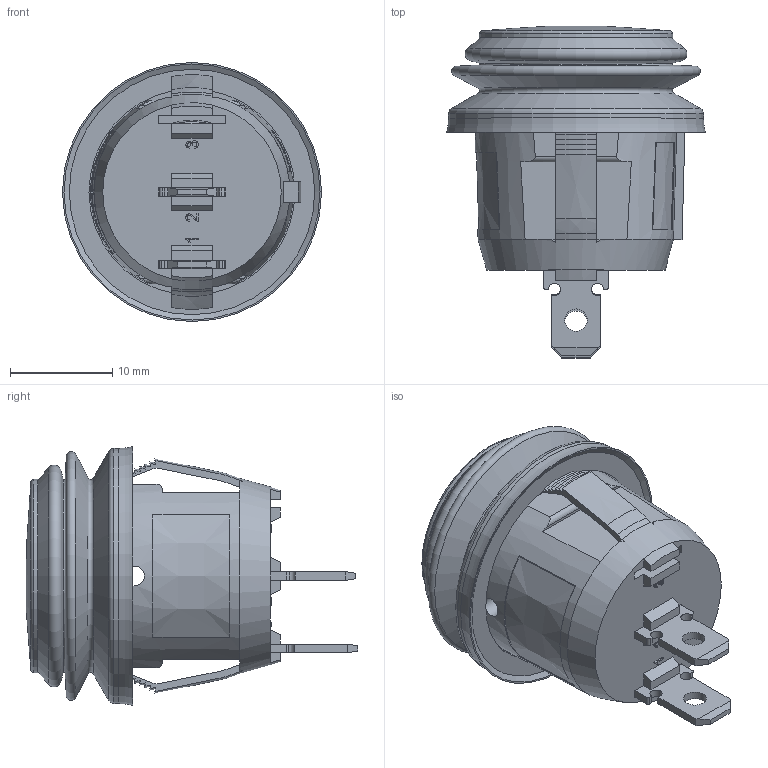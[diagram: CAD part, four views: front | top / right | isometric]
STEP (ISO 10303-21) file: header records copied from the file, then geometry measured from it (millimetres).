
FILE_DESCRIPTION((''),'2;1');
FILE_NAME('GRB112A802_mm_11-07-13.stp','2013-11-07T08:41:24',('dwiltbank'),(''),'Autodesk Inventor 2011','Autodesk Inventor 2011','');
FILE_SCHEMA(('CONFIG_CONTROL_DESIGN'));
Length unit declared in the file: millimetre
Products named in the file (1): GRB112A802_mm_3D_model
Bounding box: 25.4 x 32.54 x 25.4 mm (x, y, z)
Volume: 3381.6 mm3; surface area: 7994.2 mm2
Topology: 3 solids, 4 shells, 1415 faces, 2845 edges, 1441 vertices
Faces by surface type: plane 1264, cylinder 59, cone 49, bspline 27, torus 15, sphere 1
Full cylindrical faces by diameter (mm): 1.1 x1, 1.7 x2, 1.95 x2, 2.2 x2, 11.8 x1, 13 x2, 17 x1, 20.2 x1, 23 x2, 25 x1
Entity records: 37332 total; most frequent: CARTESIAN_POINT 7643, DIRECTION 5837, ORIENTED_EDGE 5576, EDGE_CURVE 2788, VECTOR 2247, LINE 2247, AXIS2_PLACEMENT_3D 1795, EDGE_LOOP 1489
